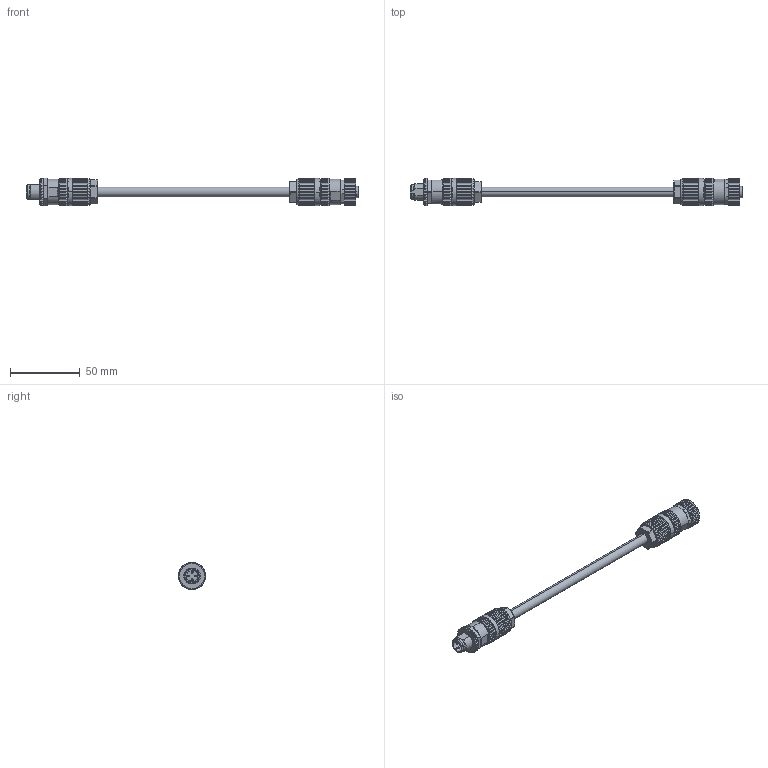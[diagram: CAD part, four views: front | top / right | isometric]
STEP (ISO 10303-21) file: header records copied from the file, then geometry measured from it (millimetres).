
FILE_DESCRIPTION (( 'STEP AP214' ), '1' );
FILE_NAME ('TRGPA405_3D.STEP', '2020-03-04T15:39:38', ( '' ), ( '' ), 'SwSTEP 2.0', 'SolidWorks 2018', '' );
FILE_SCHEMA (( 'AUTOMOTIVE_DESIGN' ));
Length unit declared in the file: inch
Products named in the file (4): TRGPA405_3D; M12FT4DFS; M12FT4DMS; 1AL04-078_1AL03-152
Assembly tree (3 placements, depth 2):
  TRGPA405_3D
    1AL04-078_1AL03-152
    M12FT4DMS
    M12FT4DFS
Bounding box: 238.25 x 19.6 x 19.63 mm (x, y, z)
Volume: 28994.2 mm3; surface area: 12940.8 mm2
Topology: 3 solids, 5 shells, 1079 faces, 2906 edges, 1851 vertices
Faces by surface type: plane 621, cylinder 277, cone 153, bspline 18, sphere 6, torus 4
Entity records: 38301 total; most frequent: CARTESIAN_POINT 8359, ORIENTED_EDGE 5788, DIRECTION 5403, EDGE_CURVE 2894, AXIS2_PLACEMENT_3D 1907, VERTEX_POINT 1851, VECTOR 1589, LINE 1589
